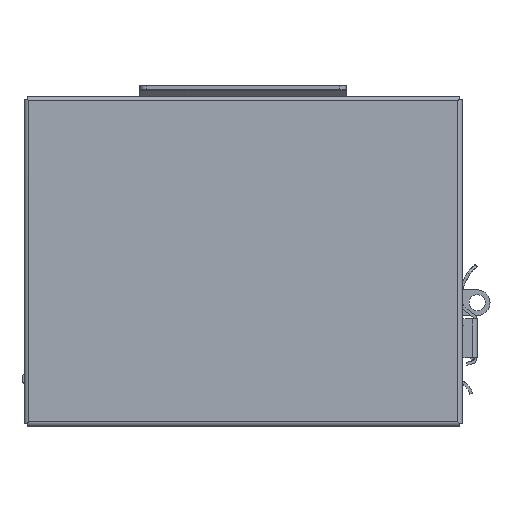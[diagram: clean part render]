
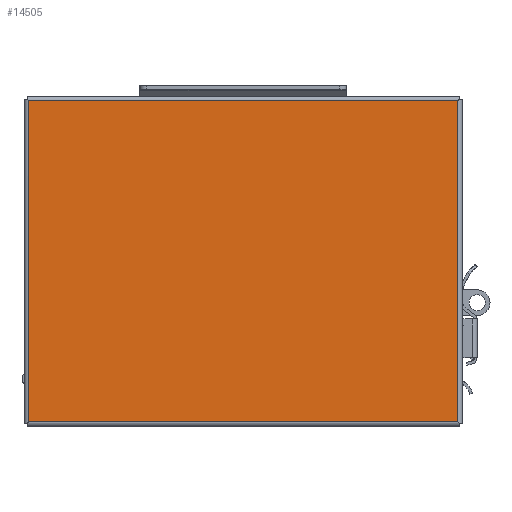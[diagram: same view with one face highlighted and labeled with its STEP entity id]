
A CAD part, top view. The second image highlights one B-rep face of the part: STEP entity #14505.
In plain terms, the highlighted planar face has unit normal (0, 0, 1).
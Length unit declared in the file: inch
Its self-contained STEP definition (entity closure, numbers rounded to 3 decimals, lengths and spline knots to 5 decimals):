
#1007 = EDGE_CURVE ( 'NONE', #8988, #5339, #4714, .T. ) ;
#1116 = AXIS2_PLACEMENT_3D ( 'NONE', #16836, #6520, #22874 ) ;
#2637 = DIRECTION ( 'NONE',  ( 0., 1., 0. ) ) ;
#2865 = CARTESIAN_POINT ( 'NONE',  ( -4.1585, -0.029, 5.057 ) ) ;
#3965 = ORIENTED_EDGE ( 'NONE', *, *, #15917, .F. ) ;
#4251 = PLANE ( 'NONE',  #1116 ) ;
#4512 = CARTESIAN_POINT ( 'NONE',  ( -4.1585, -6.254, 5.057 ) ) ;
#4714 = LINE ( 'NONE', #2865, #7736 ) ;
#4805 = VERTEX_POINT ( 'NONE', #22675 ) ;
#5339 = VERTEX_POINT ( 'NONE', #23182 ) ;
#6520 = DIRECTION ( 'NONE',  ( 0., 0., 1. ) ) ;
#6728 = ORIENTED_EDGE ( 'NONE', *, *, #1007, .F. ) ;
#7736 = VECTOR ( 'NONE', #8743, 39.37008 ) ;
#8126 = VERTEX_POINT ( 'NONE', #9009 ) ;
#8479 = LINE ( 'NONE', #9021, #17833 ) ;
#8743 = DIRECTION ( 'NONE',  ( 1., 0., 0. ) ) ;
#8988 = VERTEX_POINT ( 'NONE', #25976 ) ;
#9009 = CARTESIAN_POINT ( 'NONE',  ( -4.1585, -6.254, 5.057 ) ) ;
#9021 = CARTESIAN_POINT ( 'NONE',  ( 4.1585, -0.029, 5.057 ) ) ;
#10162 = FACE_OUTER_BOUND ( 'NONE', #13824, .T. ) ;
#11962 = VECTOR ( 'NONE', #2637, 39.37008 ) ;
#12391 = EDGE_CURVE ( 'NONE', #4805, #8126, #20118, .T. ) ;
#13824 = EDGE_LOOP ( 'NONE', ( #17086, #23917, #3965, #6728 ) ) ;
#14505 = ADVANCED_FACE ( 'NONE', ( #10162 ), #4251, .T. ) ;
#15917 = EDGE_CURVE ( 'NONE', #5339, #4805, #8479, .T. ) ;
#16836 = CARTESIAN_POINT ( 'NONE',  ( 4.1585, -0.029, 5.057 ) ) ;
#17086 = ORIENTED_EDGE ( 'NONE', *, *, #17107, .F. ) ;
#17107 = EDGE_CURVE ( 'NONE', #8126, #8988, #20963, .T. ) ;
#17833 = VECTOR ( 'NONE', #25243, 39.37008 ) ;
#19025 = VECTOR ( 'NONE', #22141, 39.37008 ) ;
#20118 = LINE ( 'NONE', #21510, #19025 ) ;
#20963 = LINE ( 'NONE', #4512, #11962 ) ;
#21510 = CARTESIAN_POINT ( 'NONE',  ( 4.1585, -6.254, 5.057 ) ) ;
#22141 = DIRECTION ( 'NONE',  ( -1., 0., 0. ) ) ;
#22675 = CARTESIAN_POINT ( 'NONE',  ( 4.1585, -6.254, 5.057 ) ) ;
#22874 = DIRECTION ( 'NONE',  ( -1., 0., 0. ) ) ;
#23182 = CARTESIAN_POINT ( 'NONE',  ( 4.1585, -0.029, 5.057 ) ) ;
#23917 = ORIENTED_EDGE ( 'NONE', *, *, #12391, .F. ) ;
#25243 = DIRECTION ( 'NONE',  ( 0., -1., 0. ) ) ;
#25976 = CARTESIAN_POINT ( 'NONE',  ( -4.1585, -0.029, 5.057 ) ) ;
